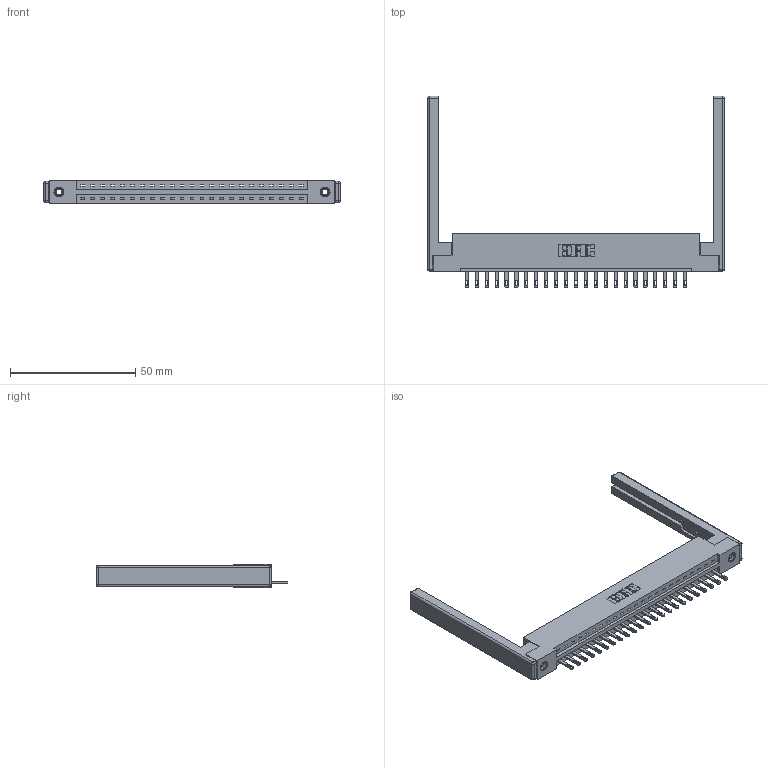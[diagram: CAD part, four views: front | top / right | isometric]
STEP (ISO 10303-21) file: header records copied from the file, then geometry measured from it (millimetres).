
FILE_DESCRIPTION (( 'STEP AP203' ), '1' );
FILE_NAME ('337-023-500-168.STEP', '2019-09-30T14:12:36', ( '' ), ( '' ), 'SwSTEP 2.0', 'SolidWorks 2016', '' );
FILE_SCHEMA (( 'CONFIG_CONTROL_DESIGN' ));
Length unit declared in the file: inch
Products named in the file (5): 307-220-068; 345-292-001_345-293-100; 337 Part_Flush Mounting Lugs - 0.156 Dia-TI; 337-023-500-168; 345-250-001_345-250-001-102
Assembly tree (28 placements, depth 2):
  337-023-500-168
    337 Part_Flush Mounting Lugs - 0.156 Dia-TI
    345-292-001_345-293-100  x23
    345-250-001_345-250-001-102  x2
    307-220-068  x2
Bounding box: 118.57 x 76.59 x 9.4 mm (x, y, z)
Volume: 16490.8 mm3; surface area: 16544 mm2
Topology: 28 solids, 28 shells, 1602 faces, 4841 edges, 3206 vertices
Faces by surface type: plane 1078, cylinder 500, cone 12, sphere 8, torus 4
Entity records: 22244 total; most frequent: CARTESIAN_POINT 3828, ORIENTED_EDGE 3776, DIRECTION 3336, EDGE_CURVE 1888, LINE 1706, VECTOR 1706, VERTEX_POINT 1250, AXIS2_PLACEMENT_3D 815
